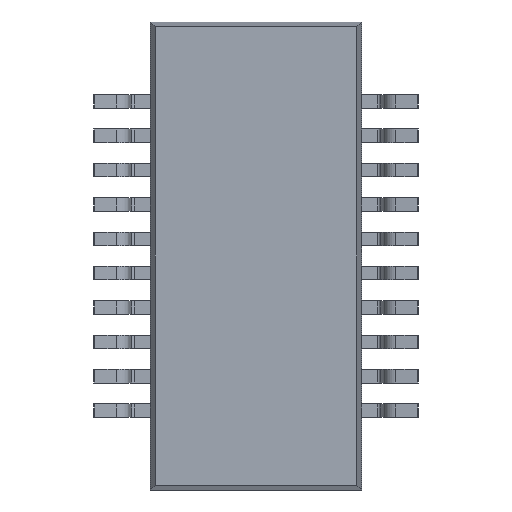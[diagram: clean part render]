
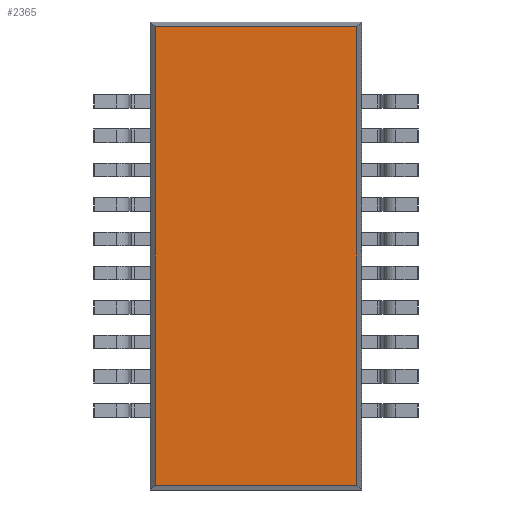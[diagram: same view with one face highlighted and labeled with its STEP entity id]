
A CAD part, front view. The second image highlights one B-rep face of the part: STEP entity #2365.
In plain terms, the highlighted planar face has unit normal (0, -1, 0).
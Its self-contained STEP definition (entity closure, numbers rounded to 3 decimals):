
#34 = CARTESIAN_POINT ( 'NONE',  ( 1.858, 0.25, 4.233 ) ) ;
#71 = AXIS2_PLACEMENT_3D ( 'NONE', #6889, #1080, #1038 ) ;
#203 = DIRECTION ( 'NONE',  ( -1., 0., 0. ) ) ;
#1038 = DIRECTION ( 'NONE',  ( 0., 0., -1. ) ) ;
#1080 = DIRECTION ( 'NONE',  ( 0., -1., 0. ) ) ;
#1138 = EDGE_LOOP ( 'NONE', ( #2823, #7241, #4280, #4226 ) ) ;
#1208 = VERTEX_POINT ( 'NONE', #8795 ) ;
#1570 = LINE ( 'NONE', #4438, #6874 ) ;
#1575 = LINE ( 'NONE', #5873, #3981 ) ;
#1596 = DIRECTION ( 'NONE',  ( 1., 0., 0. ) ) ;
#2091 = CARTESIAN_POINT ( 'NONE',  ( 1.858, 0.25, -4.233 ) ) ;
#2365 = ADVANCED_FACE ( 'NONE', ( #8414 ), #4005, .T. ) ;
#2650 = EDGE_CURVE ( 'NONE', #1208, #8745, #1575, .T. ) ;
#2823 = ORIENTED_EDGE ( 'NONE', *, *, #6796, .T. ) ;
#2853 = VERTEX_POINT ( 'NONE', #2091 ) ;
#3210 = VECTOR ( 'NONE', #1596, 1000. ) ;
#3270 = VECTOR ( 'NONE', #7584, 1000. ) ;
#3981 = VECTOR ( 'NONE', #7475, 1000. ) ;
#4005 = PLANE ( 'NONE',  #71 ) ;
#4226 = ORIENTED_EDGE ( 'NONE', *, *, #2650, .T. ) ;
#4280 = ORIENTED_EDGE ( 'NONE', *, *, #5833, .T. ) ;
#4438 = CARTESIAN_POINT ( 'NONE',  ( 1.95, 0.25, 4.233 ) ) ;
#5041 = CARTESIAN_POINT ( 'NONE',  ( -1.858, 0.25, -4.233 ) ) ;
#5187 = EDGE_CURVE ( 'NONE', #2853, #8769, #6964, .T. ) ;
#5833 = EDGE_CURVE ( 'NONE', #8769, #1208, #1570, .T. ) ;
#5873 = CARTESIAN_POINT ( 'NONE',  ( -1.858, 0.25, 4.325 ) ) ;
#5900 = CARTESIAN_POINT ( 'NONE',  ( -1.95, 0.25, -4.233 ) ) ;
#6796 = EDGE_CURVE ( 'NONE', #8745, #2853, #7260, .T. ) ;
#6874 = VECTOR ( 'NONE', #203, 1000. ) ;
#6889 = CARTESIAN_POINT ( 'NONE',  ( 0., 0.25, 0. ) ) ;
#6964 = LINE ( 'NONE', #7015, #3270 ) ;
#7015 = CARTESIAN_POINT ( 'NONE',  ( 1.858, 0.25, -4.325 ) ) ;
#7241 = ORIENTED_EDGE ( 'NONE', *, *, #5187, .T. ) ;
#7260 = LINE ( 'NONE', #5900, #3210 ) ;
#7475 = DIRECTION ( 'NONE',  ( 0., 0., -1. ) ) ;
#7584 = DIRECTION ( 'NONE',  ( 0., 0., 1. ) ) ;
#8414 = FACE_OUTER_BOUND ( 'NONE', #1138, .T. ) ;
#8745 = VERTEX_POINT ( 'NONE', #5041 ) ;
#8769 = VERTEX_POINT ( 'NONE', #34 ) ;
#8795 = CARTESIAN_POINT ( 'NONE',  ( -1.858, 0.25, 4.233 ) ) ;
